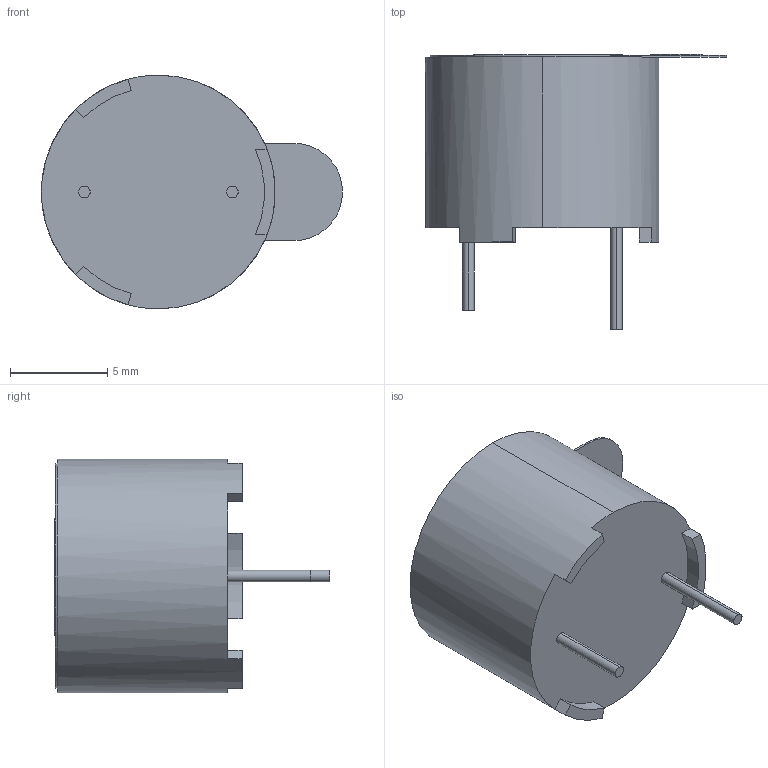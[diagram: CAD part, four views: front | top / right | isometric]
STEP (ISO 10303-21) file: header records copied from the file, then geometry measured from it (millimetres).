
FILE_DESCRIPTION (( 'STEP AP214' ), '1' );
FILE_NAME ('Buzzer_3V.STEP', '2022-12-16T12:32:35', ( '' ), ( '' ), 'SwSTEP 2.0', 'SolidWorks 2020', '' );
FILE_SCHEMA (( 'AUTOMOTIVE_DESIGN' ));
Length unit declared in the file: millimetre
Products named in the file (1): Buzzer_3V
Bounding box: 15.45 x 14.15 x 12 mm (x, y, z)
Volume: 997.6 mm3; surface area: 658.1 mm2
Topology: 1 solids, 2 shells, 409 faces, 1099 edges, 732 vertices
Faces by surface type: plane 281, bspline 109, cylinder 19
Entity records: 18855 total; most frequent: CARTESIAN_POINT 8494, ORIENTED_EDGE 2198, DIRECTION 1529, EDGE_CURVE 1099, VECTOR 835, LINE 835, VERTEX_POINT 732, EDGE_LOOP 447
